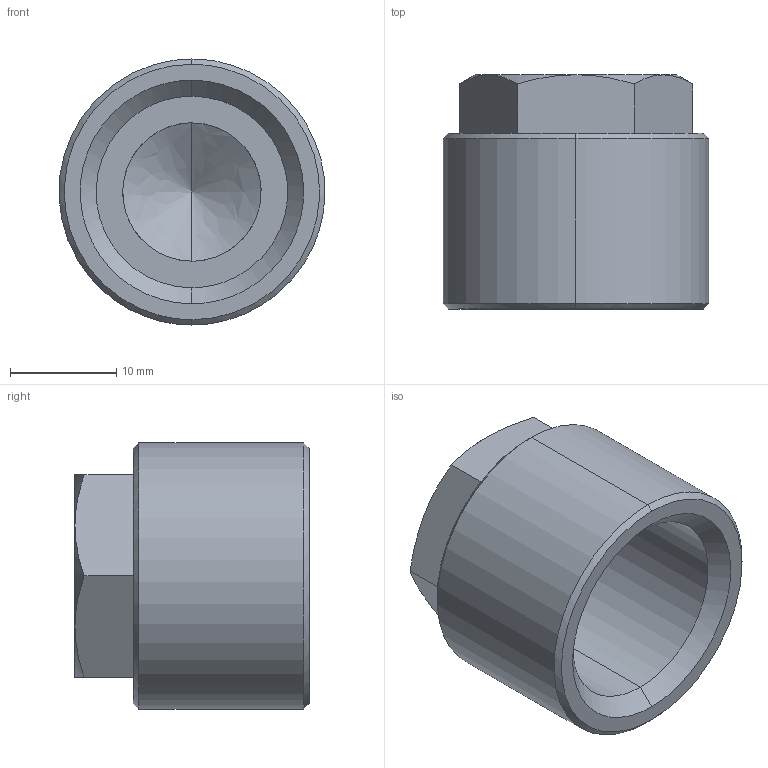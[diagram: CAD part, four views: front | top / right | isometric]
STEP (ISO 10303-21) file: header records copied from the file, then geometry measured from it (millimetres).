
FILE_DESCRIPTION (( 'STEP AP214' ), '1' );
FILE_NAME ('DRF.KAP04.STEP', '2018-09-05T07:35:31', ( '' ), ( '' ), 'SwSTEP 2.0', 'SolidWorks 2018', '' );
FILE_SCHEMA (( 'AUTOMOTIVE_DESIGN' ));
Length unit declared in the file: millimetre
Products named in the file (1): DRF.KAP04
Bounding box: 24.99 x 22 x 25 mm (x, y, z)
Volume: 5699.3 mm3; surface area: 3436.4 mm2
Topology: 1 solids, 1 shells, 30 faces, 64 edges, 37 vertices
Faces by surface type: bspline 30
Entity records: 1405 total; most frequent: CARTESIAN_POINT 983, ORIENTED_EDGE 124, EDGE_CURVE 62, B_SPLINE_CURVE_WITH_KNOTS 52, VERTEX_POINT 37, EDGE_LOOP 33, FACE_OUTER_BOUND 30, ADVANCED_FACE 30
